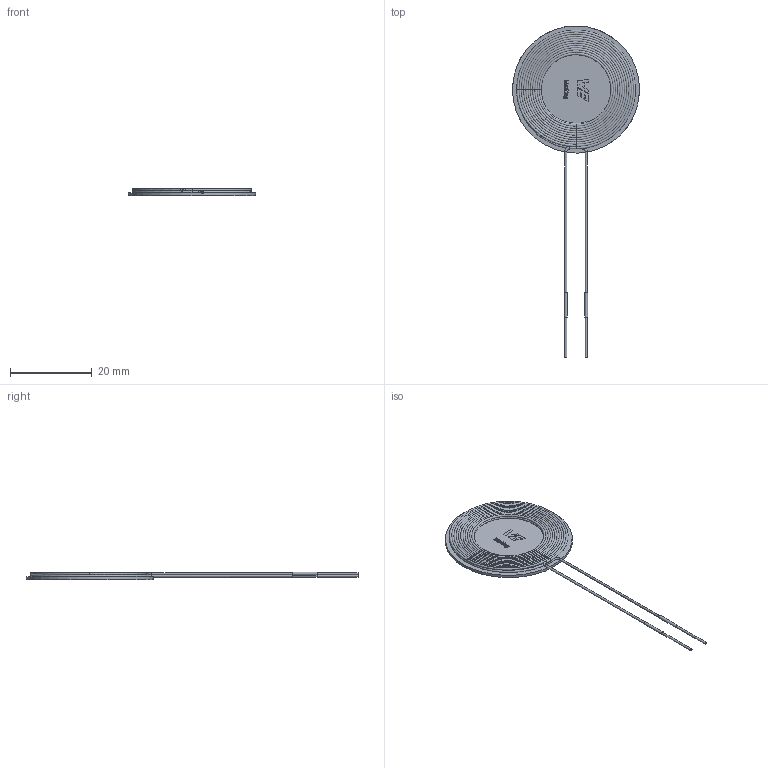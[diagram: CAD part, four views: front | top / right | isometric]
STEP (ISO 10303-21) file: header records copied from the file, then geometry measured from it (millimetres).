
FILE_DESCRIPTION(/* description */ ('Unknown'),/* implementation_level */ '2;1');
FILE_NAME(/* name */ 'L_Wurth_WE-WPCC-TX_760308101107',/* time_stamp */ '2025-04-18T15:47:20+08:00',/* author */ ('Unknown'),/* organization */ ('Unknown'),/* preprocessor_version */ 'ST-DEVELOPER v19.4',/* originating_system */ 'Solid Edge',/* authorisation */ 'Unknown');
FILE_SCHEMA (('AUTOMOTIVE_DESIGN {1 0 10303 214 3 1 1}'));
Length unit declared in the file: millimetre
Products named in the file (2): L_Wurth_WE-WPCC-TX_760308101107
Assembly tree (1 placements, depth 2):
  L_Wurth_WE-WPCC-TX_760308101107
    L_Wurth_WE-WPCC-TX_760308101107
Bounding box: 31 x 81 x 1.84 mm (x, y, z)
Volume: 909.6 mm3; surface area: 4015.4 mm2
Topology: 1 solids, 1 shells, 160 faces, 445 edges, 299 vertices
Faces by surface type: plane 91, bspline 33, torus 24, cylinder 12
Full cylindrical faces by diameter (mm): 0.538 x5, 0.699 x2, 31 x1
Entity records: 9651 total; most frequent: CARTESIAN_POINT 5054, ORIENTED_EDGE 798, DIRECTION 495, EDGE_CURVE 399, VERTEX_POINT 287, B_SPLINE_CURVE_WITH_KNOTS 215, EDGE_LOOP 210, FACE_BOUND 210
